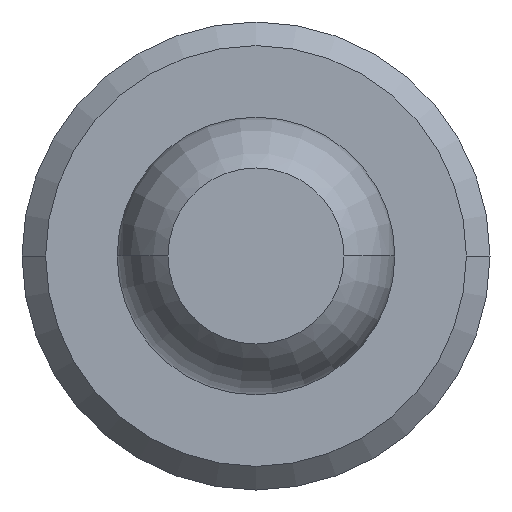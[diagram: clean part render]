
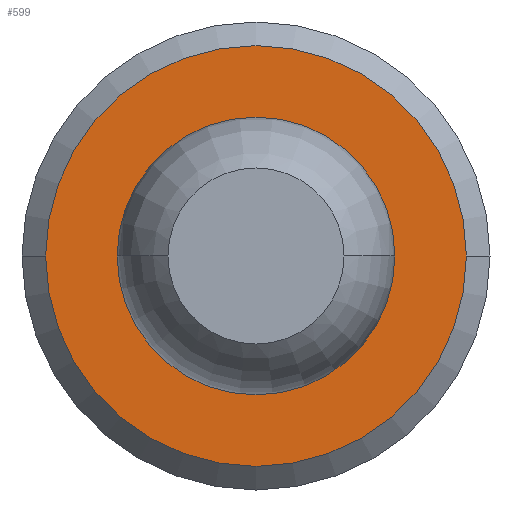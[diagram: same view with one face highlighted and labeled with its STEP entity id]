
A CAD part, front view. The second image highlights one B-rep face of the part: STEP entity #599.
In plain terms, the highlighted planar face has unit normal (0, -1, 0).
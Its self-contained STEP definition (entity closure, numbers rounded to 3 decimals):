
#272 = CARTESIAN_POINT ( 'NONE',  ( 1.78, 6.4, 0. ) ) ;
#280 = AXIS2_PLACEMENT_3D ( 'NONE', #3143, #2838, #3156 ) ;
#422 = DIRECTION ( 'NONE',  ( -1., 0., 0. ) ) ;
#481 = EDGE_CURVE ( 'Defeature ausgef�hrt1_5+Defeature ausgef�hrt1_8+Defeature ausgef�hrt1_8+Defeature ausgef�hrt1_8', #3228, #2851, #3416, .T. ) ;
#533 = EDGE_CURVE ( 'Defeature ausgef�hrt1_8+Defeature ausgef�hrt1_9+Defeature ausgef�hrt1_9+Defeature ausgef�hrt1_9', #1966, #1426, #3123, .T. ) ;
#599 = ADVANCED_FACE ( 'Defeature ausgef�hrt1_8', ( #1157, #737 ), #1853, .T. ) ;
#650 = CARTESIAN_POINT ( 'NONE',  ( 0., 6.4, 0. ) ) ;
#683 = ORIENTED_EDGE ( 'NONE', *, *, #3832, .F. ) ;
#707 = EDGE_LOOP ( 'NONE', ( #683, #1335 ) ) ;
#737 = FACE_BOUND ( 'NONE', #707, .T. ) ;
#781 = DIRECTION ( 'NONE',  ( -1., 0., 0. ) ) ;
#864 = EDGE_CURVE ( 'Defeature ausgef�hrt1_8+Defeature ausgef�hrt1_9+Defeature ausgef�hrt1_9+Defeature ausgef�hrt1_9', #1426, #1966, #1791, .T. ) ;
#1087 = CIRCLE ( 'NONE', #3036, 0.76 ) ;
#1157 = FACE_OUTER_BOUND ( 'NONE', #1549, .T. ) ;
#1335 = ORIENTED_EDGE ( 'NONE', *, *, #481, .F. ) ;
#1385 = CARTESIAN_POINT ( 'NONE',  ( -0.76, 6.4, 0. ) ) ;
#1426 = VERTEX_POINT ( 'NONE', #2708 ) ;
#1549 = EDGE_LOOP ( 'NONE', ( #1597, #3439 ) ) ;
#1597 = ORIENTED_EDGE ( 'NONE', *, *, #533, .T. ) ;
#1726 = CARTESIAN_POINT ( 'NONE',  ( 0., 6.4, -0.76 ) ) ;
#1776 = AXIS2_PLACEMENT_3D ( 'NONE', #3916, #1828, #3344 ) ;
#1791 = CIRCLE ( 'NONE', #280, 1.78 ) ;
#1828 = DIRECTION ( 'NONE',  ( 0., -1., 0. ) ) ;
#1853 = PLANE ( 'NONE',  #3417 ) ;
#1869 = DIRECTION ( 'NONE',  ( 0., -1., 0. ) ) ;
#1944 = DIRECTION ( 'NONE',  ( 0., -1., 0. ) ) ;
#1966 = VERTEX_POINT ( 'NONE', #272 ) ;
#2020 = DIRECTION ( 'NONE',  ( 0., -1., 0. ) ) ;
#2146 = DIRECTION ( 'NONE',  ( -1., 0., 0. ) ) ;
#2367 = CARTESIAN_POINT ( 'NONE',  ( 0.76, 6.4, 0. ) ) ;
#2509 = CARTESIAN_POINT ( 'NONE',  ( 0., 6.4, 0. ) ) ;
#2708 = CARTESIAN_POINT ( 'NONE',  ( -1.78, 6.4, 0. ) ) ;
#2838 = DIRECTION ( 'NONE',  ( 0., -1., 0. ) ) ;
#2851 = VERTEX_POINT ( 'NONE', #1385 ) ;
#3036 = AXIS2_PLACEMENT_3D ( 'NONE', #2509, #1944, #422 ) ;
#3123 = CIRCLE ( 'NONE', #3129, 1.78 ) ;
#3129 = AXIS2_PLACEMENT_3D ( 'NONE', #650, #1869, #2146 ) ;
#3143 = CARTESIAN_POINT ( 'NONE',  ( 0., 6.4, 0. ) ) ;
#3156 = DIRECTION ( 'NONE',  ( -1., 0., 0. ) ) ;
#3228 = VERTEX_POINT ( 'NONE', #2367 ) ;
#3344 = DIRECTION ( 'NONE',  ( -1., 0., 0. ) ) ;
#3416 = CIRCLE ( 'NONE', #1776, 0.76 ) ;
#3417 = AXIS2_PLACEMENT_3D ( 'NONE', #1726, #2020, #781 ) ;
#3439 = ORIENTED_EDGE ( 'NONE', *, *, #864, .T. ) ;
#3832 = EDGE_CURVE ( 'Defeature ausgef�hrt1_5+Defeature ausgef�hrt1_8+Defeature ausgef�hrt1_8+Defeature ausgef�hrt1_8', #2851, #3228, #1087, .T. ) ;
#3916 = CARTESIAN_POINT ( 'NONE',  ( 0., 6.4, 0. ) ) ;
